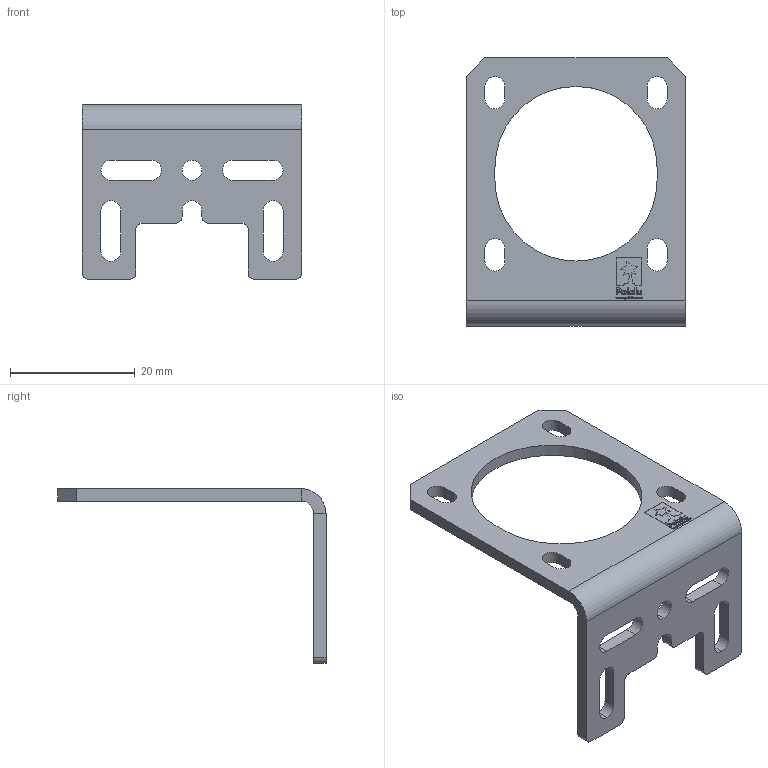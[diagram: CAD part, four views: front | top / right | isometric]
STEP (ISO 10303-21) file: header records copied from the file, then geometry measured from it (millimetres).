
FILE_DESCRIPTION (( 'STEP AP214' ), '1' );
FILE_NAME ('pololu-stamped-aluminum-l-bracket-for-nema-14-stepper-motors.step', '2016-03-21T19:07:26', ( '' ), ( '' ), 'SwSTEP 2.0', 'SolidWorks 2015', '' );
FILE_SCHEMA (( 'AUTOMOTIVE_DESIGN' ));
Length unit declared in the file: millimetre
Products named in the file (1): pololu-stamped-aluminum-l-bracket-for-nema-14-stepper-motors
Bounding box: 35.2 x 43 x 28 mm (x, y, z)
Volume: 2873.4 mm3; surface area: 3811.4 mm2
Topology: 1 solids, 1 shells, 319 faces, 861 edges, 572 vertices
Faces by surface type: plane 188, bspline 98, cylinder 33
Entity records: 13127 total; most frequent: CARTESIAN_POINT 5639, ORIENTED_EDGE 1722, DIRECTION 1175, EDGE_CURVE 861, LINE 599, VECTOR 599, VERTEX_POINT 572, EDGE_LOOP 367
